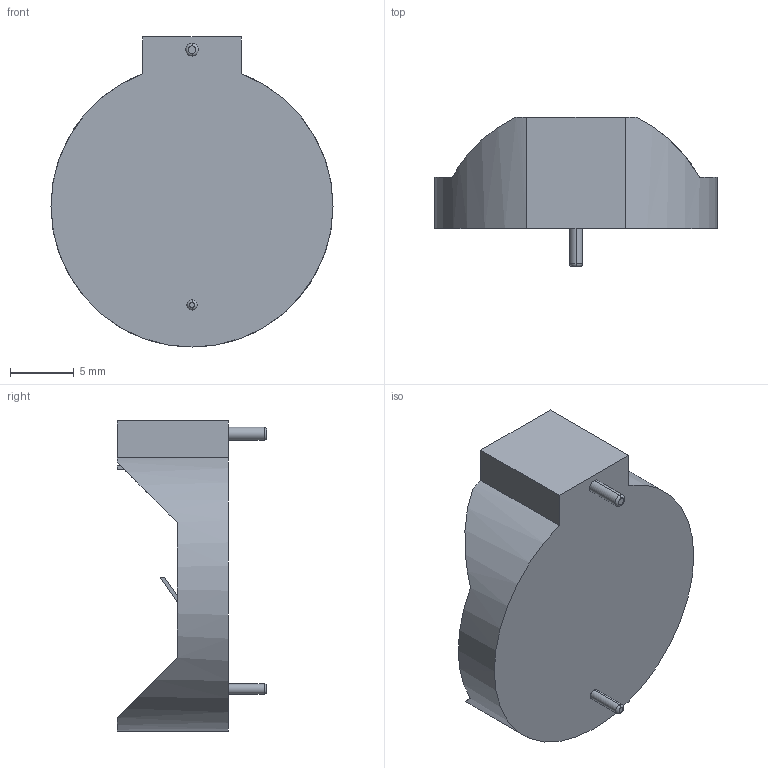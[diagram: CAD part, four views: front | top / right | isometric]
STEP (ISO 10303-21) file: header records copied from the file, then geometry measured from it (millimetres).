
FILE_DESCRIPTION (( 'STEP AP214' ), '1' );
FILE_NAME ('socalo battery.STEP', '2020-05-11T21:38:00', ( '' ), ( '' ), 'SwSTEP 2.0', 'SolidWorks 2020', '' );
FILE_SCHEMA (( 'AUTOMOTIVE_DESIGN' ));
Length unit declared in the file: millimetre
Products named in the file (1): socalo battery
Bounding box: 22.1 x 11.7 x 24.3 mm (x, y, z)
Volume: 655.5 mm3; surface area: 1976.6 mm2
Topology: 2 solids, 2 shells, 45 faces, 110 edges, 72 vertices
Faces by surface type: plane 31, cylinder 10, torus 4
Entity records: 1591 total; most frequent: CARTESIAN_POINT 252, DIRECTION 230, ORIENTED_EDGE 220, EDGE_CURVE 110, AXIS2_PLACEMENT_3D 82, VERTEX_POINT 72, LINE 66, VECTOR 66
